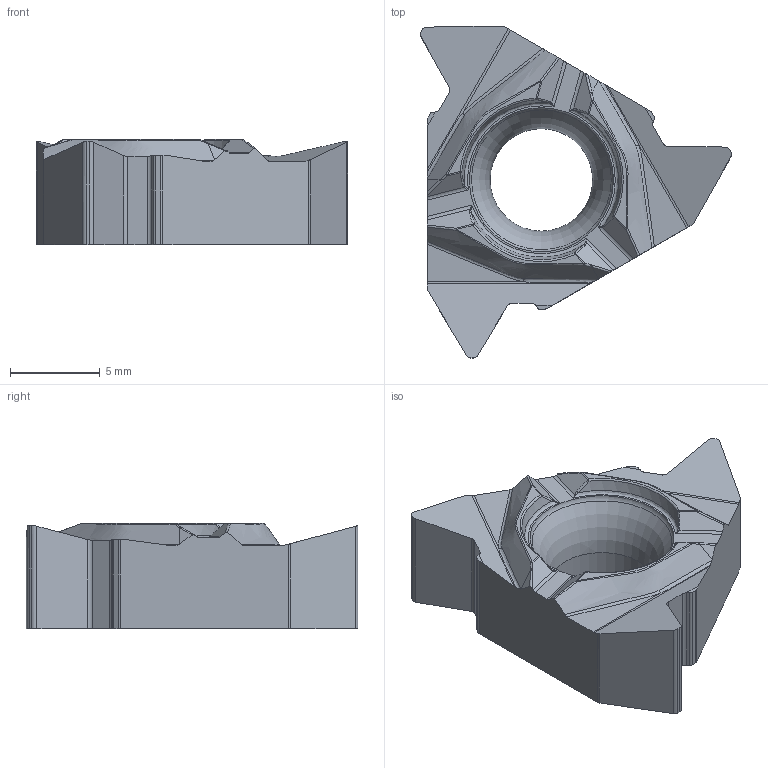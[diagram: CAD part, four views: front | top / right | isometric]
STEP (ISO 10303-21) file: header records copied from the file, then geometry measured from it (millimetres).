
FILE_DESCRIPTION(/* description */ (''),/* implementation_level */ '2;1');
FILE_NAME(/* name */ '1580981961742.stp',/* time_stamp */ '2020-02-06T15:09:30+06:00',/* author */ (''),/* organization */ ('SMS'),/* preprocessor_version */ 'ST-DEVELOPER v16.7',/* originating_system */ 'SIEMENS PLM Software NX 12.0',/* authorisation */ '');
FILE_SCHEMA (('AUTOMOTIVE_DESIGN { 1 0 10303 214 3 1 1 1 }'));
Length unit declared in the file: millimetre
Products named in the file (1): 202491550mod000_00
Bounding box: 17.29 x 18.45 x 5.84 mm (x, y, z)
Volume: 788.9 mm3; surface area: 735.3 mm2
Topology: 1 solids, 1 shells, 146 faces, 382 edges, 228 vertices
Faces by surface type: plane 44, cylinder 40, bspline 39, sphere 12, torus 8, cone 3
Full cylindrical faces by diameter (mm): 5.7 x1
Entity records: 6040 total; most frequent: CARTESIAN_POINT 2733, ORIENTED_EDGE 728, DIRECTION 627, EDGE_CURVE 364, AXIS2_PLACEMENT_3D 240, VERTEX_POINT 223, EDGE_LOOP 151, LINE 147
